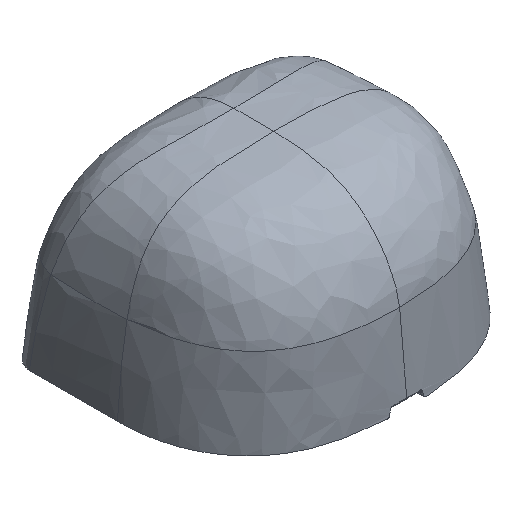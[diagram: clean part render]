
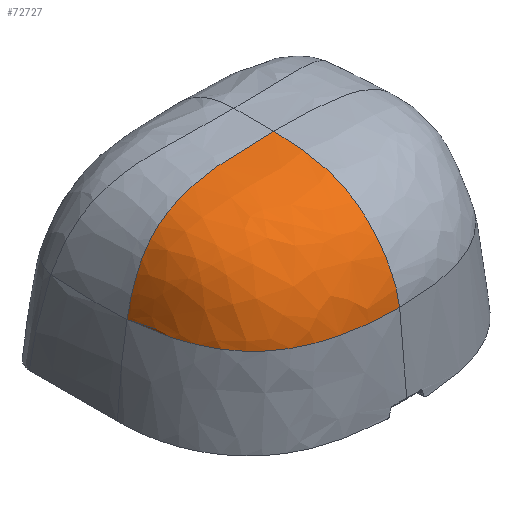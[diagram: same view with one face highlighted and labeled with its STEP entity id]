
A CAD part, isometric view. The second image highlights one B-rep face of the part: STEP entity #72727.
In plain terms, the highlighted free-form (B-spline) face has degree [3, 3] with [7, 11] control points.
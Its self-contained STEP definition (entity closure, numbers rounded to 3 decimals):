
#61933=CARTESIAN_POINT('',(0.,0.,21.491));
#61987=CARTESIAN_POINT('',(-35.181,0.,0.));
#62004=CARTESIAN_POINT('',(-35.181,0.,0.));
#62005=CARTESIAN_POINT('',(-35.014,-1.64,0.));
#62006=CARTESIAN_POINT('',(-34.684,-4.131,0.));
#62007=CARTESIAN_POINT('',(-33.719,-8.968,0.));
#62008=CARTESIAN_POINT('',(-32.09,-14.19,0.));
#62009=CARTESIAN_POINT('',(-29.162,-19.221,0.));
#62010=CARTESIAN_POINT('',(-25.81,-22.773,0.));
#62011=CARTESIAN_POINT('',(-21.248,-26.13,0.));
#62012=CARTESIAN_POINT('',(-13.566,-29.26,0.));
#62013=CARTESIAN_POINT('',(-5.117,-30.202,0.));
#62014=CARTESIAN_POINT('',(0.,-30.202,0.));
#62019=CARTESIAN_POINT('',(0.,0.,21.491));
#62020=CARTESIAN_POINT('',(-4.058,0.,21.491));
#62021=CARTESIAN_POINT('',(-12.321,0.,21.399));
#62022=CARTESIAN_POINT('',(-19.785,0.,20.008));
#62023=CARTESIAN_POINT('',(-24.282,0.,18.151));
#62024=CARTESIAN_POINT('',(-27.666,0.,15.982));
#62025=CARTESIAN_POINT('',(-30.816,0.,12.562));
#62026=CARTESIAN_POINT('',(-32.855,0.,8.44));
#62027=CARTESIAN_POINT('',(-34.265,0.,4.125));
#62028=CARTESIAN_POINT('',(-34.844,0.,1.701));
#62029=CARTESIAN_POINT('',(-35.181,0.,0.));
#62034=CARTESIAN_POINT('',(0.,0.,21.491));
#62035=CARTESIAN_POINT('',(0.,-5.774,21.379));
#62036=CARTESIAN_POINT('',(0.,-13.486,20.668));
#62037=CARTESIAN_POINT('',(0.,-23.443,14.413));
#62038=CARTESIAN_POINT('',(0.,-28.314,7.181));
#62039=CARTESIAN_POINT('',(0.,-29.823,2.244));
#62040=CARTESIAN_POINT('',(0.,-30.202,0.));
#71877=VERTEX_POINT('',#61987);
#71895=VERTEX_POINT('',#61933);
#71896=VERTEX_POINT('',#62040);
#72642=CARTESIAN_POINT('',(0.526,-30.267,
-0.403));
#72643=CARTESIAN_POINT('',(-4.821,-30.301,
-0.399));
#72644=CARTESIAN_POINT('',(-13.461,-29.367,
-0.363));
#72645=CARTESIAN_POINT('',(-21.244,-26.198,
-0.321));
#72646=CARTESIAN_POINT('',(-25.807,-22.845,
-0.276));
#72647=CARTESIAN_POINT('',(-29.164,-19.295,
-0.231));
#72648=CARTESIAN_POINT('',(-32.104,-14.254,
-0.171));
#72649=CARTESIAN_POINT('',(-33.735,-9.01,
-0.11));
#72650=CARTESIAN_POINT('',(-34.692,-4.15,
-0.052));
#72651=CARTESIAN_POINT('',(-35.017,-1.647,
-0.021));
#72652=CARTESIAN_POINT('',(-35.181,0.,0.));
#72653=CARTESIAN_POINT('',(0.522,-29.87,
2.084));
#72654=CARTESIAN_POINT('',(-4.783,-29.91,
2.06));
#72655=CARTESIAN_POINT('',(-13.43,-29.001,
1.872));
#72656=CARTESIAN_POINT('',(-21.268,-25.793,
1.65));
#72657=CARTESIAN_POINT('',(-25.828,-22.412,
1.418));
#72658=CARTESIAN_POINT('',(-29.15,-18.851,
1.187));
#72659=CARTESIAN_POINT('',(-32.016,-13.867,
0.875));
#72660=CARTESIAN_POINT('',(-33.643,-8.759,
0.564));
#72661=CARTESIAN_POINT('',(-34.641,-4.034,
0.267));
#72662=CARTESIAN_POINT('',(-34.996,-1.601,
0.108));
#72663=CARTESIAN_POINT('',(-35.181,0.,0.));
#72664=CARTESIAN_POINT('',(0.501,-28.374,
7.085));
#72665=CARTESIAN_POINT('',(-4.586,-28.403,
7.137));
#72666=CARTESIAN_POINT('',(-13.194,-27.481,
6.692));
#72667=CARTESIAN_POINT('',(-21.172,-24.207,
6.114));
#72668=CARTESIAN_POINT('',(-25.773,-20.804,
5.381));
#72669=CARTESIAN_POINT('',(-29.057,-17.28,
4.575));
#72670=CARTESIAN_POINT('',(-31.761,-12.539,
3.407));
#72671=CARTESIAN_POINT('',(-33.373,-7.896,
2.221));
#72672=CARTESIAN_POINT('',(-34.487,-3.63,
1.063));
#72673=CARTESIAN_POINT('',(-34.947,-1.442,
0.438));
#72674=CARTESIAN_POINT('',(-35.181,0.,0.));
#72675=CARTESIAN_POINT('',(0.481,-23.442,
14.413));
#72676=CARTESIAN_POINT('',(-4.387,-23.474,
14.427));
#72677=CARTESIAN_POINT('',(-13.052,-22.493,
13.907));
#72678=CARTESIAN_POINT('',(-21.081,-19.729,
12.756));
#72679=CARTESIAN_POINT('',(-25.796,-16.861,
11.329));
#72680=CARTESIAN_POINT('',(-29.161,-13.917,
9.641));
#72681=CARTESIAN_POINT('',(-31.8,-10.015,
7.107));
#72682=CARTESIAN_POINT('',(-33.273,-6.275,
4.591));
#72683=CARTESIAN_POINT('',(-34.388,-2.871,
2.185));
#72684=CARTESIAN_POINT('',(-34.888,-1.137,
0.894));
#72685=CARTESIAN_POINT('',(-35.181,0.,0.));
#72686=CARTESIAN_POINT('',(0.448,-13.388,
20.728));
#72687=CARTESIAN_POINT('',(-4.081,-13.428,
20.741));
#72688=CARTESIAN_POINT('',(-12.72,-12.66,
20.449));
#72689=CARTESIAN_POINT('',(-20.626,-11.103,
18.912));
#72690=CARTESIAN_POINT('',(-25.387,-9.47,
16.962));
#72691=CARTESIAN_POINT('',(-28.859,-7.8,14.581));
#72692=CARTESIAN_POINT('',(-31.645,-5.582,
10.903));
#72693=CARTESIAN_POINT('',(-33.154,-3.472,
7.099));
#72694=CARTESIAN_POINT('',(-34.315,-1.575,
3.396));
#72695=CARTESIAN_POINT('',(-34.843,-0.619,
1.39));
#72696=CARTESIAN_POINT('',(-35.181,0.,0.));
#72697=CARTESIAN_POINT('',(0.424,-5.524,
21.401));
#72698=CARTESIAN_POINT('',(-3.852,-5.476,
21.406));
#72699=CARTESIAN_POINT('',(-12.362,-4.982,
21.329));
#72700=CARTESIAN_POINT('',(-20.085,-4.365,
19.893));
#72701=CARTESIAN_POINT('',(-24.766,-3.736,
18.));
#72702=CARTESIAN_POINT('',(-28.257,-3.1,
15.68));
#72703=CARTESIAN_POINT('',(-31.267,-2.241,
12.016));
#72704=CARTESIAN_POINT('',(-33.015,-1.402,
7.953));
#72705=CARTESIAN_POINT('',(-34.287,-0.639,
3.851));
#72706=CARTESIAN_POINT('',(-34.842,-0.252,
1.584));
#72707=CARTESIAN_POINT('',(-35.181,0.,0.));
#72708=CARTESIAN_POINT('',(0.413,0.41,
21.498));
#72709=CARTESIAN_POINT('',(-3.756,0.406,
21.501));
#72710=CARTESIAN_POINT('',(-12.202,0.37,
21.427));
#72711=CARTESIAN_POINT('',(-19.763,0.324,
20.017));
#72712=CARTESIAN_POINT('',(-24.247,0.277,
18.163));
#72713=CARTESIAN_POINT('',(-27.622,0.23,
16.005));
#72714=CARTESIAN_POINT('',(-30.783,0.166,
12.603));
#72715=CARTESIAN_POINT('',(-32.844,0.104,
8.476));
#72716=CARTESIAN_POINT('',(-34.264,0.047,
4.145));
#72717=CARTESIAN_POINT('',(-34.845,0.019,
1.709));
#72718=CARTESIAN_POINT('',(-35.181,0.,0.));
#72719=B_SPLINE_SURFACE_WITH_KNOTS('',3,3,((#72642,#72643,#72644,#72645,#72646,
#72647,#72648,#72649,#72650,#72651,#72652),(#72653,#72654,#72655,#72656,#72657,
#72658,#72659,#72660,#72661,#72662,#72663),(#72664,#72665,#72666,#72667,#72668,
#72669,#72670,#72671,#72672,#72673,#72674),(#72675,#72676,#72677,#72678,#72679,
#72680,#72681,#72682,#72683,#72684,#72685),(#72686,#72687,#72688,#72689,#72690,
#72691,#72692,#72693,#72694,#72695,#72696),(#72697,#72698,#72699,#72700,#72701,
#72702,#72703,#72704,#72705,#72706,#72707),(#72708,#72709,#72710,#72711,#72712,
#72713,#72714,#72715,#72716,#72717,#72718)),.UNSPECIFIED.,.F.,.F.,.F.,(4,1,1,1,
4),(4,1,1,1,1,1,1,1,4),(-0.008,0.141,0.5,0.651,
1.008),(-0.007,0.195,0.373,0.462,
0.551,0.693,0.847,0.9,1.),.UNSPECIFIED.);
#72721=ORIENTED_EDGE('',*,*,#72720,.T.);
#72723=ORIENTED_EDGE('',*,*,#72722,.F.);
#72724=ORIENTED_EDGE('',*,*,#72633,.F.);
#72725=EDGE_LOOP('',(#72721,#72723,#72724));
#72726=FACE_OUTER_BOUND('',#72725,.F.);
#72727=ADVANCED_FACE('',(#72726),#72719,.T.);
#62015=B_SPLINE_CURVE_WITH_KNOTS('',3,(#62004,#62005,#62006,#62007,#62008,
#62009,#62010,#62011,#62012,#62013,#62014),.UNSPECIFIED.,.F.,.F.,(4,1,1,1,1,1,1,
1,4),(0.,0.1,0.153,0.307,0.449,0.538,
0.627,0.805,1.),.UNSPECIFIED.);
#62030=B_SPLINE_CURVE_WITH_KNOTS('',3,(#62019,#62020,#62021,#62022,#62023,
#62024,#62025,#62026,#62027,#62028,#62029),.UNSPECIFIED.,.F.,.F.,(4,1,1,1,1,1,1,
1,4),(0.,0.195,0.373,0.462,0.551,
0.693,0.847,0.9,1.),.UNSPECIFIED.);
#62041=B_SPLINE_CURVE_WITH_KNOTS('',3,(#62034,#62035,#62036,#62037,#62038,
#62039,#62040),.UNSPECIFIED.,.F.,.F.,(4,1,1,1,4),(0.,0.349,0.5,
0.859,1.),.UNSPECIFIED.);
#72633=EDGE_CURVE('',#71895,#71877,#62030,.T.);
#72720=EDGE_CURVE('',#71895,#71896,#62041,.T.);
#72722=EDGE_CURVE('',#71877,#71896,#62015,.T.);
